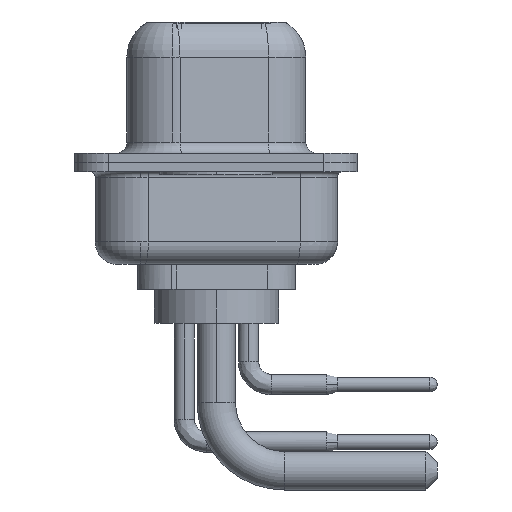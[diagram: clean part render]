
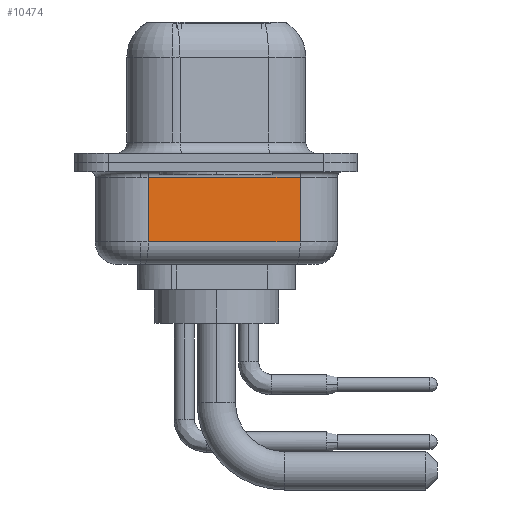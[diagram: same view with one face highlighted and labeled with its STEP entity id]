
A CAD part, left-side view. The second image highlights one B-rep face of the part: STEP entity #10474.
In plain terms, the highlighted planar face has unit normal (-0.985, -0.174, 0).
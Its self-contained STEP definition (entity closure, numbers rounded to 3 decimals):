
#1118 = ORIENTED_EDGE ( 'NONE', *, *, #12027, .F. ) ;
#1119 = PLANE ( 'NONE',  #17455 ) ;
#1729 = DIRECTION ( 'NONE',  ( 0.174, -0.985, 0. ) ) ;
#1760 = EDGE_LOOP ( 'NONE', ( #1118, #13391, #9785, #6536 ) ) ;
#2681 = VERTEX_POINT ( 'NONE', #13663 ) ;
#3059 = VERTEX_POINT ( 'NONE', #19814 ) ;
#3692 = LINE ( 'NONE', #6936, #20708 ) ;
#4485 = CARTESIAN_POINT ( 'NONE',  ( 4.062, -3.697, -4.5 ) ) ;
#4694 = CARTESIAN_POINT ( 'NONE',  ( 2.88, 3.003, -4.5 ) ) ;
#6536 = ORIENTED_EDGE ( 'NONE', *, *, #9864, .T. ) ;
#6936 = CARTESIAN_POINT ( 'NONE',  ( 2.88, 3.003, -4.5 ) ) ;
#8607 = DIRECTION ( 'NONE',  ( 0., 0., 1. ) ) ;
#9398 = CARTESIAN_POINT ( 'NONE',  ( 2.88, 3.003, -0.65 ) ) ;
#9586 = LINE ( 'NONE', #4485, #10678 ) ;
#9785 = ORIENTED_EDGE ( 'NONE', *, *, #10559, .T. ) ;
#9864 = EDGE_CURVE ( 'NONE', #2681, #10967, #12654, .T. ) ;
#10474 = ADVANCED_FACE ( 'NONE', ( #16293 ), #1119, .F. ) ;
#10559 = EDGE_CURVE ( 'NONE', #3059, #2681, #9586, .T. ) ;
#10678 = VECTOR ( 'NONE', #18075, 1000. ) ;
#10797 = VECTOR ( 'NONE', #10854, 1000. ) ;
#10854 = DIRECTION ( 'NONE',  ( -0.174, 0.985, 0. ) ) ;
#10967 = VERTEX_POINT ( 'NONE', #18600 ) ;
#11481 = DIRECTION ( 'NONE',  ( -0.174, 0.985, 0. ) ) ;
#12027 = EDGE_CURVE ( 'NONE', #12623, #10967, #3692, .T. ) ;
#12623 = VERTEX_POINT ( 'NONE', #14359 ) ;
#12654 = LINE ( 'NONE', #9398, #10797 ) ;
#12827 = DIRECTION ( 'NONE',  ( 0.985, 0.174, 0. ) ) ;
#13391 = ORIENTED_EDGE ( 'NONE', *, *, #20903, .T. ) ;
#13663 = CARTESIAN_POINT ( 'NONE',  ( 4.062, -3.697, -0.65 ) ) ;
#14359 = CARTESIAN_POINT ( 'NONE',  ( 2.88, 3.003, -3.5 ) ) ;
#15452 = CARTESIAN_POINT ( 'NONE',  ( 2.88, 3.003, -3.5 ) ) ;
#16293 = FACE_OUTER_BOUND ( 'NONE', #1760, .T. ) ;
#16719 = VECTOR ( 'NONE', #1729, 1000. ) ;
#17455 = AXIS2_PLACEMENT_3D ( 'NONE', #4694, #12827, #11481 ) ;
#18075 = DIRECTION ( 'NONE',  ( 0., 0., 1. ) ) ;
#18600 = CARTESIAN_POINT ( 'NONE',  ( 2.88, 3.003, -0.65 ) ) ;
#18897 = LINE ( 'NONE', #15452, #16719 ) ;
#19814 = CARTESIAN_POINT ( 'NONE',  ( 4.062, -3.697, -3.5 ) ) ;
#20708 = VECTOR ( 'NONE', #8607, 1000. ) ;
#20903 = EDGE_CURVE ( 'NONE', #12623, #3059, #18897, .T. ) ;
